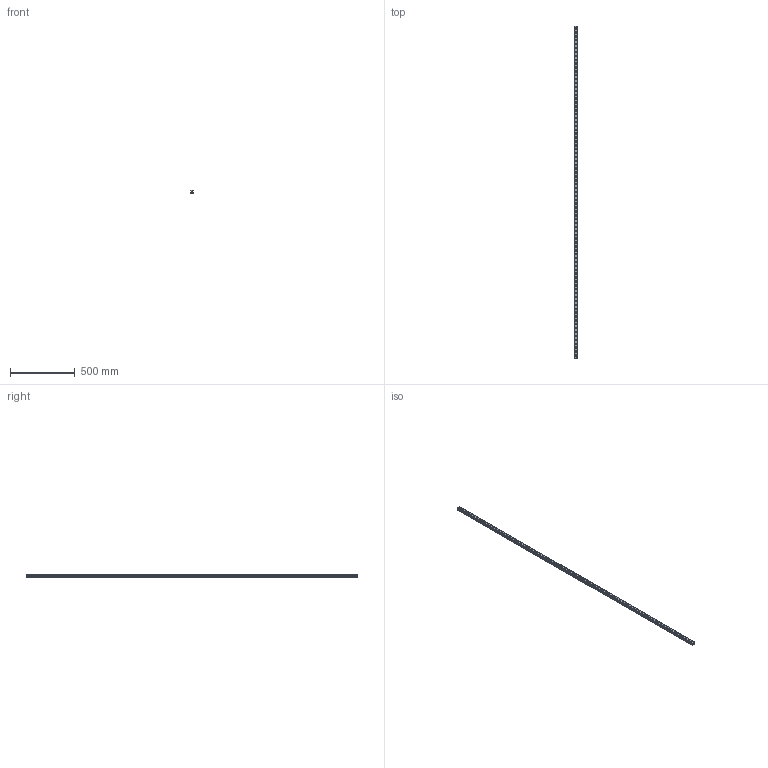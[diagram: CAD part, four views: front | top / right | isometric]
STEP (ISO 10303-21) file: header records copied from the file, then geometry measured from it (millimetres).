
FILE_DESCRIPTION(('STEP AP214'),'1');
FILE_NAME('cctmp_91BC9450-EC79-406C-85FD-0403158DD4DB_2021_03_11_10_12_32_0209..stp','2021-03-11T09:12:32',('HIWIN GmbH'),('CADClick - www.CADClick.com'),'Spatial InterOp 3D',' ','unknown authorization');
FILE_SCHEMA(('AUTOMOTIVE_DESIGN'));
Length unit declared in the file: millimetre
Products named in the file (1): RGR25R2560H_FILE
Bounding box: 23 x 2560 x 23.6 mm (x, y, z)
Volume: 1027050.3 mm3; surface area: 317566.9 mm2
Topology: 1 solids, 1 shells, 882 faces, 1863 edges, 1242 vertices
Faces by surface type: cylinder 528, plane 354
Entity records: 31243 total; most frequent: DIRECTION 4685, CARTESIAN_POINT 3988, ORIENTED_EDGE 3726, AXIS2_PLACEMENT_3D 1939, EDGE_CURVE 1863, VERTEX_POINT 1242, EDGE_LOOP 1141, CIRCLE 1056
